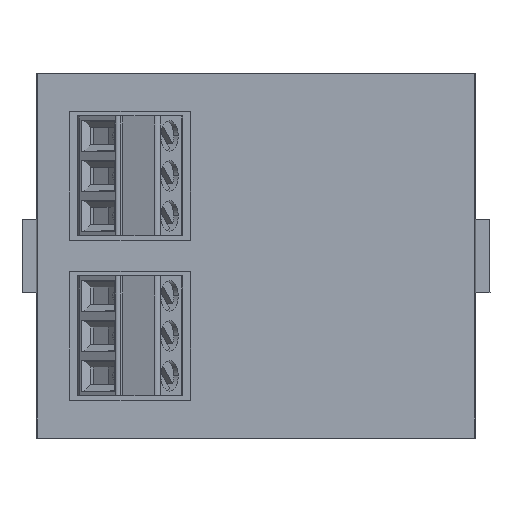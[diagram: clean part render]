
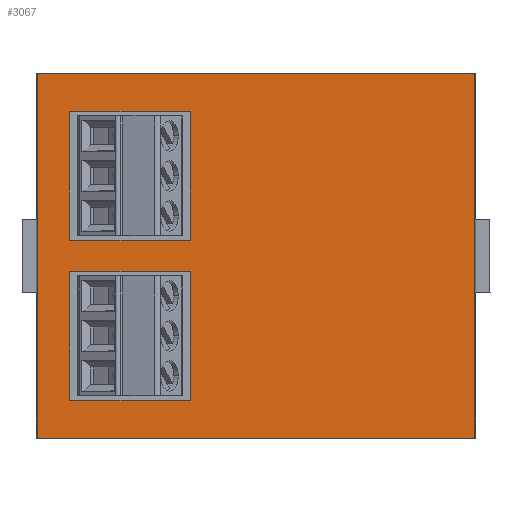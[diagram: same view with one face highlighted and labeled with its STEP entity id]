
A CAD part, top view. The second image highlights one B-rep face of the part: STEP entity #3067.
In plain terms, the highlighted planar face has unit normal (0, 0, 1).
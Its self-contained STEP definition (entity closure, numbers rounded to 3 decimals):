
#24 = CARTESIAN_POINT ( 'NONE',  ( -17.765, -1.485, 1.7 ) ) ;
#216 = VECTOR ( 'NONE', #5046, 1000. ) ;
#396 = DIRECTION ( 'NONE',  ( 0., -1., 0. ) ) ;
#481 = LINE ( 'NONE', #3376, #2761 ) ;
#643 = EDGE_CURVE ( 'NONE', #1989, #2003, #3269, .T. ) ;
#773 = CARTESIAN_POINT ( 'NONE',  ( -6.235, 0., 1.7 ) ) ;
#782 = CARTESIAN_POINT ( 'NONE',  ( -6.235, -13.765, 1.7 ) ) ;
#1362 = CARTESIAN_POINT ( 'NONE',  ( 20.855, -17.355, 1.7 ) ) ;
#1456 = DIRECTION ( 'NONE',  ( 0., -1., 0. ) ) ;
#1565 = VECTOR ( 'NONE', #2235, 1000. ) ;
#1603 = CARTESIAN_POINT ( 'NONE',  ( -20.855, 0., 1.7 ) ) ;
#1624 = CARTESIAN_POINT ( 'NONE',  ( -12., -1.485, 1.7 ) ) ;
#1672 = EDGE_CURVE ( 'NONE', #1992, #1989, #8168, .T. ) ;
#1702 = VERTEX_POINT ( 'NONE', #8276 ) ;
#1747 = VERTEX_POINT ( 'NONE', #8416 ) ;
#1870 = VERTEX_POINT ( 'NONE', #5069 ) ;
#1876 = VERTEX_POINT ( 'NONE', #4781 ) ;
#1891 = VERTEX_POINT ( 'NONE', #7383 ) ;
#1912 = VERTEX_POINT ( 'NONE', #7421 ) ;
#1931 = VERTEX_POINT ( 'NONE', #4226 ) ;
#1954 = VERTEX_POINT ( 'NONE', #2088 ) ;
#1982 = VERTEX_POINT ( 'NONE', #4321 ) ;
#1989 = VERTEX_POINT ( 'NONE', #6251 ) ;
#1992 = VERTEX_POINT ( 'NONE', #24 ) ;
#2003 = VERTEX_POINT ( 'NONE', #782 ) ;
#2022 = EDGE_CURVE ( 'NONE', #2003, #1954, #5706, .T. ) ;
#2078 = FACE_BOUND ( 'NONE', #4836, .T. ) ;
#2088 = CARTESIAN_POINT ( 'NONE',  ( -6.235, -1.485, 1.7 ) ) ;
#2180 = EDGE_CURVE ( 'NONE', #1931, #1982, #481, .T. ) ;
#2182 = EDGE_LOOP ( 'NONE', ( #7021, #7023, #7025, #7032 ) ) ;
#2228 = CARTESIAN_POINT ( 'NONE',  ( -17.765, -7.625, 1.7 ) ) ;
#2235 = DIRECTION ( 'NONE',  ( -1., 0., 0. ) ) ;
#2282 = DIRECTION ( 'NONE',  ( 0., 1., 0. ) ) ;
#2377 = DIRECTION ( 'NONE',  ( -1., 0., 0. ) ) ;
#2474 = AXIS2_PLACEMENT_3D ( 'NONE', #1362, #4258, #6866 ) ;
#2626 = VECTOR ( 'NONE', #4502, 1000. ) ;
#2666 = LINE ( 'NONE', #5429, #7569 ) ;
#2761 = VECTOR ( 'NONE', #6019, 1000. ) ;
#2838 = EDGE_CURVE ( 'NONE', #1747, #1702, #5662, .T. ) ;
#3067 = ADVANCED_FACE ( 'NONE', ( #8051, #2078, #4923 ), #7493, .F. ) ;
#3129 = EDGE_CURVE ( 'NONE', #1982, #1876, #6971, .T. ) ;
#3269 = LINE ( 'NONE', #5920, #8535 ) ;
#3376 = CARTESIAN_POINT ( 'NONE',  ( 0., 1.485, 1.7 ) ) ;
#3402 = EDGE_CURVE ( 'NONE', #1702, #1870, #7684, .T. ) ;
#3660 = DIRECTION ( 'NONE',  ( 0., 1., 0. ) ) ;
#3993 = LINE ( 'NONE', #6602, #5119 ) ;
#4195 = VECTOR ( 'NONE', #4521, 1000. ) ;
#4226 = CARTESIAN_POINT ( 'NONE',  ( -17.765, 1.485, 1.7 ) ) ;
#4258 = DIRECTION ( 'NONE',  ( 0., 0., -1. ) ) ;
#4321 = CARTESIAN_POINT ( 'NONE',  ( -6.235, 1.485, 1.7 ) ) ;
#4334 = EDGE_CURVE ( 'NONE', #1876, #1912, #5783, .T. ) ;
#4449 = EDGE_CURVE ( 'NONE', #1912, #1931, #3993, .T. ) ;
#4502 = DIRECTION ( 'NONE',  ( 0., 1., 0. ) ) ;
#4521 = DIRECTION ( 'NONE',  ( -1., 0., 0. ) ) ;
#4578 = VECTOR ( 'NONE', #2282, 1000. ) ;
#4781 = CARTESIAN_POINT ( 'NONE',  ( -6.235, 13.765, 1.7 ) ) ;
#4836 = EDGE_LOOP ( 'NONE', ( #7040, #7042, #7043, #7054 ) ) ;
#4923 = FACE_OUTER_BOUND ( 'NONE', #5606, .T. ) ;
#4991 = LINE ( 'NONE', #7566, #8639 ) ;
#5046 = DIRECTION ( 'NONE',  ( 0., -1., 0. ) ) ;
#5069 = CARTESIAN_POINT ( 'NONE',  ( -20.855, 17.355, 1.7 ) ) ;
#5119 = VECTOR ( 'NONE', #396, 1000. ) ;
#5375 = EDGE_CURVE ( 'NONE', #1870, #1891, #2666, .T. ) ;
#5429 = CARTESIAN_POINT ( 'NONE',  ( 0., 17.355, 1.7 ) ) ;
#5606 = EDGE_LOOP ( 'NONE', ( #7057, #7067, #7069, #7071 ) ) ;
#5662 = LINE ( 'NONE', #8174, #1565 ) ;
#5706 = LINE ( 'NONE', #8213, #4578 ) ;
#5783 = LINE ( 'NONE', #8282, #8030 ) ;
#5899 = VECTOR ( 'NONE', #3660, 1000. ) ;
#5920 = CARTESIAN_POINT ( 'NONE',  ( -12., -13.765, 1.7 ) ) ;
#6019 = DIRECTION ( 'NONE',  ( 1., 0., 0. ) ) ;
#6251 = CARTESIAN_POINT ( 'NONE',  ( -17.765, -13.765, 1.7 ) ) ;
#6602 = CARTESIAN_POINT ( 'NONE',  ( -17.765, 0., 1.7 ) ) ;
#6866 = DIRECTION ( 'NONE',  ( -1., 0., 0. ) ) ;
#6901 = EDGE_CURVE ( 'NONE', #1954, #1992, #7702, .T. ) ;
#6971 = LINE ( 'NONE', #773, #5899 ) ;
#7021 = ORIENTED_EDGE ( 'NONE', *, *, #1672, .F. ) ;
#7023 = ORIENTED_EDGE ( 'NONE', *, *, #6901, .F. ) ;
#7025 = ORIENTED_EDGE ( 'NONE', *, *, #2022, .F. ) ;
#7032 = ORIENTED_EDGE ( 'NONE', *, *, #643, .F. ) ;
#7040 = ORIENTED_EDGE ( 'NONE', *, *, #3129, .F. ) ;
#7042 = ORIENTED_EDGE ( 'NONE', *, *, #2180, .F. ) ;
#7043 = ORIENTED_EDGE ( 'NONE', *, *, #4449, .F. ) ;
#7054 = ORIENTED_EDGE ( 'NONE', *, *, #4334, .F. ) ;
#7057 = ORIENTED_EDGE ( 'NONE', *, *, #2838, .F. ) ;
#7067 = ORIENTED_EDGE ( 'NONE', *, *, #8094, .F. ) ;
#7069 = ORIENTED_EDGE ( 'NONE', *, *, #5375, .F. ) ;
#7071 = ORIENTED_EDGE ( 'NONE', *, *, #3402, .F. ) ;
#7383 = CARTESIAN_POINT ( 'NONE',  ( 20.855, 17.355, 1.7 ) ) ;
#7421 = CARTESIAN_POINT ( 'NONE',  ( -17.765, 13.765, 1.7 ) ) ;
#7493 = PLANE ( 'NONE',  #2474 ) ;
#7566 = CARTESIAN_POINT ( 'NONE',  ( 20.855, 0., 1.7 ) ) ;
#7569 = VECTOR ( 'NONE', #7964, 1000. ) ;
#7684 = LINE ( 'NONE', #1603, #2626 ) ;
#7702 = LINE ( 'NONE', #1624, #4195 ) ;
#7964 = DIRECTION ( 'NONE',  ( 1., 0., 0. ) ) ;
#8030 = VECTOR ( 'NONE', #2377, 1000. ) ;
#8051 = FACE_BOUND ( 'NONE', #2182, .T. ) ;
#8094 = EDGE_CURVE ( 'NONE', #1891, #1747, #4991, .T. ) ;
#8168 = LINE ( 'NONE', #2228, #216 ) ;
#8174 = CARTESIAN_POINT ( 'NONE',  ( 0., -17.355, 1.7 ) ) ;
#8213 = CARTESIAN_POINT ( 'NONE',  ( -6.235, -7.625, 1.7 ) ) ;
#8276 = CARTESIAN_POINT ( 'NONE',  ( -20.855, -17.355, 1.7 ) ) ;
#8282 = CARTESIAN_POINT ( 'NONE',  ( 0., 13.765, 1.7 ) ) ;
#8398 = DIRECTION ( 'NONE',  ( 1., 0., 0. ) ) ;
#8416 = CARTESIAN_POINT ( 'NONE',  ( 20.855, -17.355, 1.7 ) ) ;
#8535 = VECTOR ( 'NONE', #8398, 1000. ) ;
#8639 = VECTOR ( 'NONE', #1456, 1000. ) ;
